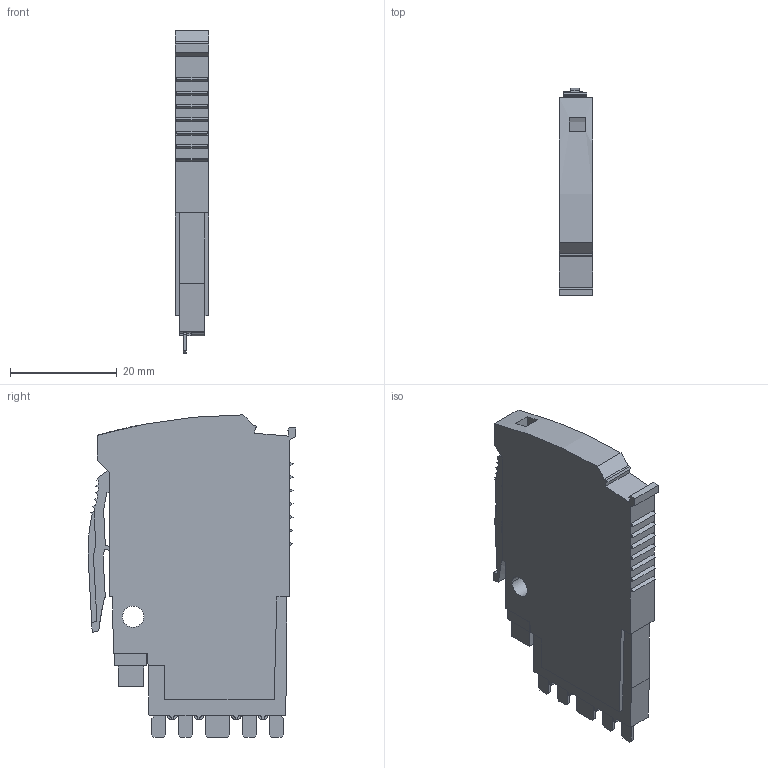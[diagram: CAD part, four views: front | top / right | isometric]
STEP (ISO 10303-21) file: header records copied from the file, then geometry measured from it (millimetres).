
FILE_DESCRIPTION(('Creo Elements/Direct Modeling STEP Export'),'2;1');
FILE_NAME('model.stp','2020-02-12T12:48:04',(''),(''),'Creo Elements/Direct Modeling STEP processor for AP214 (Solid Model)','Creo Elements/Direct Modeling 20.1A 29-Sep-2018 (C) Parametric Technology GmbH','');
FILE_SCHEMA(('AUTOMOTIVE_DESIGN { 1 0 10303 214 1 1 1 1 }'));
Length unit declared in the file: millimetre
Products named in the file (2): TTC-M_P-select
Assembly tree (1 placements, depth 2):
  TTC-M_P-select
    TTC-M_P-select
Bounding box: 6.3 x 38.93 x 60.33 mm (x, y, z)
Volume: 11137.3 mm3; surface area: 5609.4 mm2
Topology: 1 solids, 1 shells, 223 faces, 611 edges, 405 vertices
Faces by surface type: plane 189, cylinder 34
Entity records: 8823 total; most frequent: CARTESIAN_POINT 1286, ORIENTED_EDGE 1222, DIRECTION 1121, EDGE_CURVE 611, VECTOR 531, LINE 531, VERTEX_POINT 405, AXIS2_PLACEMENT_3D 295
